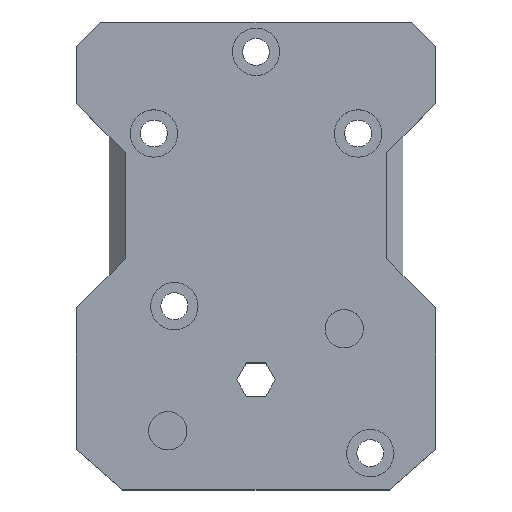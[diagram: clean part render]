
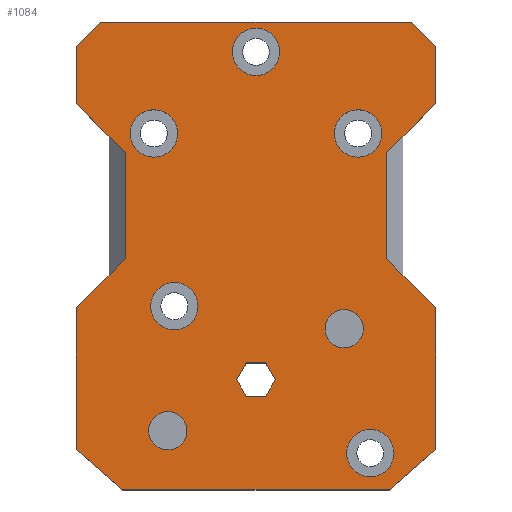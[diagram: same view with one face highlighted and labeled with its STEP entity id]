
A CAD part, top view. The second image highlights one B-rep face of the part: STEP entity #1084.
In plain terms, the highlighted planar face has unit normal (0, 0, 1).
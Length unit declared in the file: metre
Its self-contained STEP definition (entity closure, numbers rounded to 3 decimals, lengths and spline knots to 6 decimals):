
#18=CIRCLE('',#1169,0.00235);
#19=CIRCLE('',#1170,0.00235);
#20=CIRCLE('',#1171,0.0029);
#21=CIRCLE('',#1172,0.0029);
#22=CIRCLE('',#1173,0.0029);
#23=CIRCLE('',#1174,0.0029);
#24=CIRCLE('',#1175,0.0029);
#94=ORIENTED_EDGE('',*,*,#376,.F.);
#95=ORIENTED_EDGE('',*,*,#377,.F.);
#96=ORIENTED_EDGE('',*,*,#378,.F.);
#97=ORIENTED_EDGE('',*,*,#379,.F.);
#98=ORIENTED_EDGE('',*,*,#340,.T.);
#99=ORIENTED_EDGE('',*,*,#369,.T.);
#100=ORIENTED_EDGE('',*,*,#353,.F.);
#101=ORIENTED_EDGE('',*,*,#380,.T.);
#102=ORIENTED_EDGE('',*,*,#381,.T.);
#103=ORIENTED_EDGE('',*,*,#382,.T.);
#104=ORIENTED_EDGE('',*,*,#373,.F.);
#105=ORIENTED_EDGE('',*,*,#383,.T.);
#106=ORIENTED_EDGE('',*,*,#346,.F.);
#107=ORIENTED_EDGE('',*,*,#384,.F.);
#108=ORIENTED_EDGE('',*,*,#385,.T.);
#109=ORIENTED_EDGE('',*,*,#386,.F.);
#110=ORIENTED_EDGE('',*,*,#387,.F.);
#111=ORIENTED_EDGE('',*,*,#388,.F.);
#112=ORIENTED_EDGE('',*,*,#389,.T.);
#113=ORIENTED_EDGE('',*,*,#390,.T.);
#114=ORIENTED_EDGE('',*,*,#361,.F.);
#115=ORIENTED_EDGE('',*,*,#367,.F.);
#116=ORIENTED_EDGE('',*,*,#375,.F.);
#117=ORIENTED_EDGE('',*,*,#338,.F.);
#118=ORIENTED_EDGE('',*,*,#391,.T.);
#119=ORIENTED_EDGE('',*,*,#392,.F.);
#120=ORIENTED_EDGE('',*,*,#393,.F.);
#121=ORIENTED_EDGE('',*,*,#394,.T.);
#122=ORIENTED_EDGE('',*,*,#395,.T.);
#338=EDGE_CURVE('',#482,#483,#584,.T.);
#340=EDGE_CURVE('',#484,#485,#586,.T.);
#346=EDGE_CURVE('',#490,#491,#592,.T.);
#353=EDGE_CURVE('',#496,#497,#599,.T.);
#361=EDGE_CURVE('',#504,#505,#601,.T.);
#367=EDGE_CURVE('',#509,#504,#607,.T.);
#369=EDGE_CURVE('',#485,#497,#609,.T.);
#373=EDGE_CURVE('',#513,#511,#613,.T.);
#375=EDGE_CURVE('',#483,#509,#615,.T.);
#376=EDGE_CURVE('',#514,#514,#18,.T.);
#377=EDGE_CURVE('',#515,#515,#19,.T.);
#378=EDGE_CURVE('',#516,#516,#20,.T.);
#379=EDGE_CURVE('',#484,#517,#616,.T.);
#380=EDGE_CURVE('',#496,#518,#617,.T.);
#381=EDGE_CURVE('',#518,#519,#618,.T.);
#382=EDGE_CURVE('',#519,#511,#619,.F.);
#383=EDGE_CURVE('',#513,#491,#620,.F.);
#384=EDGE_CURVE('',#520,#490,#621,.F.);
#385=EDGE_CURVE('',#520,#521,#622,.T.);
#386=EDGE_CURVE('',#522,#521,#623,.F.);
#387=EDGE_CURVE('',#523,#522,#624,.T.);
#388=EDGE_CURVE('',#524,#523,#625,.T.);
#389=EDGE_CURVE('',#524,#517,#626,.T.);
#390=EDGE_CURVE('',#525,#505,#627,.T.);
#391=EDGE_CURVE('',#482,#525,#628,.T.);
#392=EDGE_CURVE('',#526,#526,#21,.T.);
#393=EDGE_CURVE('',#527,#527,#22,.T.);
#394=EDGE_CURVE('',#528,#528,#23,.T.);
#395=EDGE_CURVE('',#529,#529,#24,.T.);
#482=VERTEX_POINT('',#1544);
#483=VERTEX_POINT('',#1546);
#484=VERTEX_POINT('',#1550);
#485=VERTEX_POINT('',#1551);
#490=VERTEX_POINT('',#1562);
#491=VERTEX_POINT('',#1564);
#496=VERTEX_POINT('',#1577);
#497=VERTEX_POINT('',#1579);
#504=VERTEX_POINT('',#1598);
#505=VERTEX_POINT('',#1599);
#509=VERTEX_POINT('',#1609);
#511=VERTEX_POINT('',#1617);
#513=VERTEX_POINT('',#1621);
#514=VERTEX_POINT('',#1628);
#515=VERTEX_POINT('',#1630);
#516=VERTEX_POINT('',#1632);
#517=VERTEX_POINT('',#1634);
#518=VERTEX_POINT('',#1636);
#519=VERTEX_POINT('',#1638);
#520=VERTEX_POINT('',#1642);
#521=VERTEX_POINT('',#1644);
#522=VERTEX_POINT('',#1646);
#523=VERTEX_POINT('',#1648);
#524=VERTEX_POINT('',#1650);
#525=VERTEX_POINT('',#1653);
#526=VERTEX_POINT('',#1656);
#527=VERTEX_POINT('',#1658);
#528=VERTEX_POINT('',#1660);
#529=VERTEX_POINT('',#1662);
#584=LINE('',#1545,#704);
#586=LINE('',#1549,#706);
#592=LINE('',#1563,#712);
#599=LINE('',#1578,#719);
#601=LINE('',#1597,#721);
#607=LINE('',#1610,#727);
#609=LINE('',#1613,#729);
#613=LINE('',#1622,#733);
#615=LINE('',#1625,#735);
#616=LINE('',#1633,#736);
#617=LINE('',#1635,#737);
#618=LINE('',#1637,#738);
#619=LINE('',#1639,#739);
#620=LINE('',#1640,#740);
#621=LINE('',#1641,#741);
#622=LINE('',#1643,#742);
#623=LINE('',#1645,#743);
#624=LINE('',#1647,#744);
#625=LINE('',#1649,#745);
#626=LINE('',#1651,#746);
#627=LINE('',#1652,#747);
#628=LINE('',#1654,#748);
#704=VECTOR('',#1244,1.);
#706=VECTOR('',#1248,1.);
#712=VECTOR('',#1256,1.);
#719=VECTOR('',#1267,1.);
#721=VECTOR('',#1289,1.);
#727=VECTOR('',#1297,1.);
#729=VECTOR('',#1301,1.);
#733=VECTOR('',#1307,1.);
#735=VECTOR('',#1311,1.);
#736=VECTOR('',#1320,1.);
#737=VECTOR('',#1321,1.);
#738=VECTOR('',#1322,1.);
#739=VECTOR('',#1323,1.);
#740=VECTOR('',#1324,1.);
#741=VECTOR('',#1325,1.);
#742=VECTOR('',#1326,1.);
#743=VECTOR('',#1327,1.);
#744=VECTOR('',#1328,1.);
#745=VECTOR('',#1329,1.);
#746=VECTOR('',#1330,1.);
#747=VECTOR('',#1331,1.);
#748=VECTOR('',#1332,1.);
#838=EDGE_LOOP('',(#94));
#839=EDGE_LOOP('',(#95));
#840=EDGE_LOOP('',(#96));
#841=EDGE_LOOP('',(#97,#98,#99,#100,#101,#102,#103,#104,#105,#106,#107,
#108,#109,#110,#111,#112));
#842=EDGE_LOOP('',(#113,#114,#115,#116,#117,#118));
#843=EDGE_LOOP('',(#119));
#844=EDGE_LOOP('',(#120));
#845=EDGE_LOOP('',(#121));
#846=EDGE_LOOP('',(#122));
#936=FACE_BOUND('',#838,.T.);
#937=FACE_BOUND('',#839,.T.);
#938=FACE_BOUND('',#840,.T.);
#939=FACE_BOUND('',#841,.T.);
#940=FACE_BOUND('',#842,.T.);
#941=FACE_BOUND('',#843,.T.);
#942=FACE_BOUND('',#844,.T.);
#943=FACE_BOUND('',#845,.T.);
#944=FACE_BOUND('',#846,.T.);
#1028=PLANE('',#1168);
#1084=ADVANCED_FACE('',(#936,#937,#938,#939,#940,#941,#942,#943,#944),#1028,
 .T.);
#1168=AXIS2_PLACEMENT_3D('',#1626,#1312,#1313);
#1169=AXIS2_PLACEMENT_3D('',#1627,#1314,#1315);
#1170=AXIS2_PLACEMENT_3D('',#1629,#1316,#1317);
#1171=AXIS2_PLACEMENT_3D('',#1631,#1318,#1319);
#1172=AXIS2_PLACEMENT_3D('',#1655,#1333,#1334);
#1173=AXIS2_PLACEMENT_3D('',#1657,#1335,#1336);
#1174=AXIS2_PLACEMENT_3D('',#1659,#1337,#1338);
#1175=AXIS2_PLACEMENT_3D('',#1661,#1339,#1340);
#1244=DIRECTION('',(1.,0.,0.));
#1248=DIRECTION('',(1.,0.,0.));
#1256=DIRECTION('',(1.,0.,0.));
#1267=DIRECTION('',(0.,-1.,0.));
#1289=DIRECTION('',(-1.,0.,0.));
#1297=DIRECTION('',(-0.5,0.866,0.));
#1301=DIRECTION('',(0.751,0.66,0.));
#1307=DIRECTION('',(0.,-1.,0.));
#1311=DIRECTION('',(0.5,0.866,0.));
#1312=DIRECTION('',(0.,0.,1.));
#1313=DIRECTION('',(1.,0.,0.));
#1314=DIRECTION('',(0.,0.,1.));
#1315=DIRECTION('',(1.,0.,0.));
#1316=DIRECTION('',(0.,0.,1.));
#1317=DIRECTION('',(1.,0.,0.));
#1318=DIRECTION('',(0.,0.,1.));
#1319=DIRECTION('',(1.,0.,0.));
#1320=DIRECTION('',(-0.751,0.66,0.));
#1321=DIRECTION('',(-0.707,0.707,0.));
#1322=DIRECTION('',(0.,1.,0.));
#1323=DIRECTION('',(-0.707,-0.707,0.));
#1324=DIRECTION('',(0.707,-0.707,0.));
#1325=DIRECTION('',(-0.707,-0.707,0.));
#1326=DIRECTION('',(0.,-1.,0.));
#1327=DIRECTION('',(0.707,-0.707,0.));
#1328=DIRECTION('',(0.,1.,0.));
#1329=DIRECTION('',(0.707,0.707,0.));
#1330=DIRECTION('',(0.,-1.,0.));
#1331=DIRECTION('',(0.5,0.866,0.));
#1332=DIRECTION('',(-0.5,0.866,0.));
#1333=DIRECTION('',(0.,0.,1.));
#1334=DIRECTION('',(1.,0.,0.));
#1335=DIRECTION('',(0.,0.,1.));
#1336=DIRECTION('',(1.,0.,0.));
#1337=DIRECTION('',(0.,0.,-1.));
#1338=DIRECTION('',(-1.,0.,0.));
#1339=DIRECTION('',(0.,0.,-1.));
#1340=DIRECTION('',(-1.,0.,0.));
#1544=CARTESIAN_POINT('',(-0.001184,-0.0322,0.006));
#1545=CARTESIAN_POINT('',(0.,-0.0322,0.006));
#1546=CARTESIAN_POINT('',(0.001184,-0.0322,0.006));
#1549=CARTESIAN_POINT('',(0.000335,-0.04365,0.006));
#1550=CARTESIAN_POINT('',(-0.016347,-0.04365,0.006));
#1551=CARTESIAN_POINT('',(0.016347,-0.04365,0.006));
#1562=CARTESIAN_POINT('',(-0.019,0.01365,0.006));
#1563=CARTESIAN_POINT('',(0.,0.01365,0.006));
#1564=CARTESIAN_POINT('',(0.019,0.01365,0.006));
#1577=CARTESIAN_POINT('',(0.022,-0.02135,0.006));
#1578=CARTESIAN_POINT('',(0.022,0.,0.006));
#1579=CARTESIAN_POINT('',(0.022,-0.038687,0.006));
#1597=CARTESIAN_POINT('',(0.,-0.0281,0.006));
#1598=CARTESIAN_POINT('',(0.001184,-0.0281,0.006));
#1599=CARTESIAN_POINT('',(-0.001184,-0.0281,0.006));
#1609=CARTESIAN_POINT('',(0.002367,-0.03015,0.006));
#1610=CARTESIAN_POINT('',(0.001775,-0.029125,0.006));
#1613=CARTESIAN_POINT('',(0.019174,-0.041169,0.006));
#1617=CARTESIAN_POINT('',(0.022,0.00365,0.006));
#1621=CARTESIAN_POINT('',(0.022,0.01065,0.006));
#1622=CARTESIAN_POINT('',(0.022,0.,0.006));
#1625=CARTESIAN_POINT('',(0.001775,-0.031175,0.006));
#1626=CARTESIAN_POINT('',(-0.001,-0.015,0.006));
#1627=CARTESIAN_POINT('',(-0.0108,-0.036406,0.006));
#1628=CARTESIAN_POINT('',(-0.00845,-0.036406,0.006));
#1629=CARTESIAN_POINT('',(0.0108,-0.023906,0.006));
#1630=CARTESIAN_POINT('',(0.01315,-0.023906,0.006));
#1631=CARTESIAN_POINT('',(0.,0.01,0.006));
#1632=CARTESIAN_POINT('',(0.0029,0.01,0.006));
#1633=CARTESIAN_POINT('',(-0.019174,-0.041169,0.006));
#1634=CARTESIAN_POINT('',(-0.022,-0.038687,0.006));
#1635=CARTESIAN_POINT('',(0.022,-0.02135,0.006));
#1636=CARTESIAN_POINT('',(0.016,-0.01535,0.006));
#1637=CARTESIAN_POINT('',(0.016,-0.00035,0.006));
#1638=CARTESIAN_POINT('',(0.016,-0.00235,0.006));
#1639=CARTESIAN_POINT('',(0.018,-0.00035,0.006));
#1640=CARTESIAN_POINT('',(0.023325,0.009325,0.006));
#1641=CARTESIAN_POINT('',(-0.023325,0.009325,0.006));
#1642=CARTESIAN_POINT('',(-0.022,0.01065,0.006));
#1643=CARTESIAN_POINT('',(-0.022,0.,0.006));
#1644=CARTESIAN_POINT('',(-0.022,0.00365,0.006));
#1645=CARTESIAN_POINT('',(-0.018,-0.00035,0.006));
#1646=CARTESIAN_POINT('',(-0.016,-0.00235,0.006));
#1647=CARTESIAN_POINT('',(-0.016,-0.00035,0.006));
#1648=CARTESIAN_POINT('',(-0.016,-0.01535,0.006));
#1649=CARTESIAN_POINT('',(-0.022,-0.02135,0.006));
#1650=CARTESIAN_POINT('',(-0.022,-0.02135,0.006));
#1651=CARTESIAN_POINT('',(-0.022,0.,0.006));
#1652=CARTESIAN_POINT('',(-0.001775,-0.029125,0.006));
#1653=CARTESIAN_POINT('',(-0.002367,-0.03015,0.006));
#1654=CARTESIAN_POINT('',(-0.001775,-0.031175,0.006));
#1655=CARTESIAN_POINT('',(0.014,-0.03915,0.006));
#1656=CARTESIAN_POINT('',(0.0169,-0.03915,0.006));
#1657=CARTESIAN_POINT('',(0.0125,0.,0.006));
#1658=CARTESIAN_POINT('',(0.0154,0.,0.006));
#1659=CARTESIAN_POINT('',(-0.01,-0.02115,0.006));
#1660=CARTESIAN_POINT('',(-0.0129,-0.02115,0.006));
#1661=CARTESIAN_POINT('',(-0.0125,0.,0.006));
#1662=CARTESIAN_POINT('',(-0.0154,0.,0.006));
